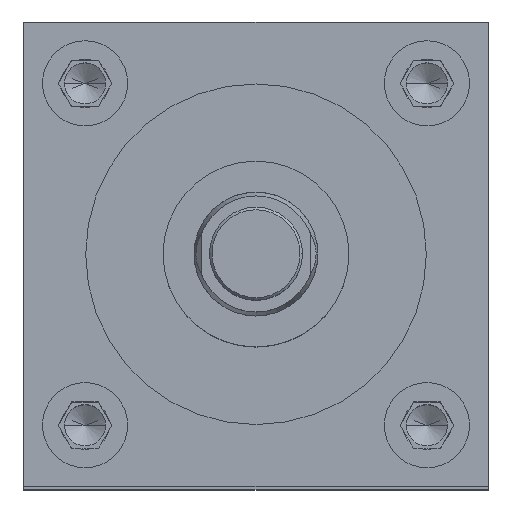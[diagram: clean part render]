
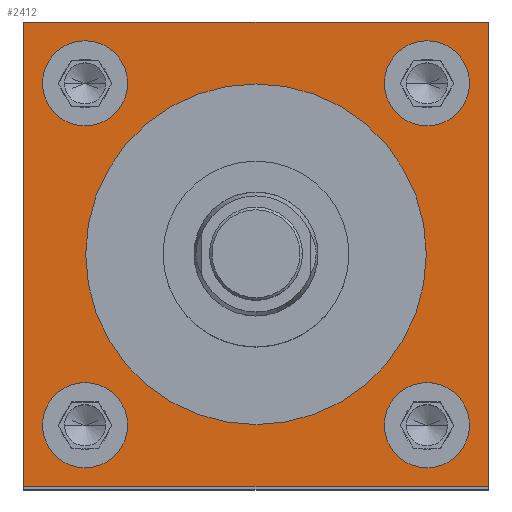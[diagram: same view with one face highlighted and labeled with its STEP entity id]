
A CAD part, top view. The second image highlights one B-rep face of the part: STEP entity #2412.
In plain terms, the highlighted planar face has unit normal (0, 0, 1).
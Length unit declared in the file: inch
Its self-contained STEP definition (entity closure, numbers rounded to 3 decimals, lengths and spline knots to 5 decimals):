
#3 = DIRECTION ( 'NONE',  ( 0., 0., 1. ) ) ;
#35 = VERTEX_POINT ( 'NONE', #6633 ) ;
#109 = CARTESIAN_POINT ( 'NONE',  ( -1.875, 1.875, 16.25 ) ) ;
#161 = ORIENTED_EDGE ( 'NONE', *, *, #1757, .T. ) ;
#178 = DIRECTION ( 'NONE',  ( 1., 0., 0. ) ) ;
#246 = AXIS2_PLACEMENT_3D ( 'NONE', #6091, #3924, #2843 ) ;
#292 = VECTOR ( 'NONE', #2561, 39.37008 ) ;
#306 = CARTESIAN_POINT ( 'NONE',  ( -1.7235, -1.38, 16.25 ) ) ;
#350 = CIRCLE ( 'NONE', #4722, 0.3435 ) ;
#408 = CARTESIAN_POINT ( 'NONE',  ( -1.875, -1.875, 16.25 ) ) ;
#428 = CIRCLE ( 'NONE', #3548, 0.3435 ) ;
#493 = PLANE ( 'NONE',  #2318 ) ;
#554 = ORIENTED_EDGE ( 'NONE', *, *, #4199, .F. ) ;
#565 = CIRCLE ( 'NONE', #1723, 0.3435 ) ;
#590 = VERTEX_POINT ( 'NONE', #5119 ) ;
#628 = DIRECTION ( 'NONE',  ( 0., 1., 0. ) ) ;
#821 = DIRECTION ( 'NONE',  ( 0., 0., 1. ) ) ;
#955 = EDGE_CURVE ( 'NONE', #5238, #2071, #350, .T. ) ;
#963 = CARTESIAN_POINT ( 'NONE',  ( -1.38, 1.38, 16.25 ) ) ;
#966 = DIRECTION ( 'NONE',  ( -1., 0., 0. ) ) ;
#1087 = FACE_BOUND ( 'NONE', #5417, .T. ) ;
#1122 = VERTEX_POINT ( 'NONE', #6780 ) ;
#1143 = CARTESIAN_POINT ( 'NONE',  ( 1.38, 1.38, 16.25 ) ) ;
#1271 = VECTOR ( 'NONE', #5151, 39.37008 ) ;
#1403 = EDGE_CURVE ( 'NONE', #1928, #5947, #5302, .T. ) ;
#1490 = AXIS2_PLACEMENT_3D ( 'NONE', #1143, #4513, #2215 ) ;
#1614 = CIRCLE ( 'NONE', #5631, 0.3435 ) ;
#1641 = CARTESIAN_POINT ( 'NONE',  ( 1.7235, 1.38, 16.25 ) ) ;
#1643 = ORIENTED_EDGE ( 'NONE', *, *, #4467, .F. ) ;
#1646 = AXIS2_PLACEMENT_3D ( 'NONE', #4043, #4112, #2964 ) ;
#1701 = CARTESIAN_POINT ( 'NONE',  ( 1.7235, -1.38, 16.25 ) ) ;
#1723 = AXIS2_PLACEMENT_3D ( 'NONE', #6306, #821, #2039 ) ;
#1757 = EDGE_CURVE ( 'NONE', #1122, #2181, #5195, .T. ) ;
#1851 = DIRECTION ( 'NONE',  ( 0., 0., 1. ) ) ;
#1928 = VERTEX_POINT ( 'NONE', #2092 ) ;
#1979 = ORIENTED_EDGE ( 'NONE', *, *, #6459, .F. ) ;
#2039 = DIRECTION ( 'NONE',  ( 1., 0., 0. ) ) ;
#2042 = DIRECTION ( 'NONE',  ( 0., 0., -1. ) ) ;
#2061 = AXIS2_PLACEMENT_3D ( 'NONE', #2187, #3956, #3446 ) ;
#2071 = VERTEX_POINT ( 'NONE', #1701 ) ;
#2092 = CARTESIAN_POINT ( 'NONE',  ( -1.375, 0., 16.25 ) ) ;
#2118 = EDGE_LOOP ( 'NONE', ( #554, #2154 ) ) ;
#2154 = ORIENTED_EDGE ( 'NONE', *, *, #6552, .F. ) ;
#2181 = VERTEX_POINT ( 'NONE', #6747 ) ;
#2186 = DIRECTION ( 'NONE',  ( -1., 0., 0. ) ) ;
#2187 = CARTESIAN_POINT ( 'NONE',  ( 0., 0., 16.25 ) ) ;
#2215 = DIRECTION ( 'NONE',  ( 1., 0., 0. ) ) ;
#2318 = AXIS2_PLACEMENT_3D ( 'NONE', #5900, #2042, #966 ) ;
#2412 = ADVANCED_FACE ( 'NONE', ( #4309, #3126, #2587, #7059, #1087, #6983 ), #493, .F. ) ;
#2557 = VERTEX_POINT ( 'NONE', #6739 ) ;
#2561 = DIRECTION ( 'NONE',  ( 1., 0., 0. ) ) ;
#2570 = ORIENTED_EDGE ( 'NONE', *, *, #3428, .F. ) ;
#2587 = FACE_BOUND ( 'NONE', #3528, .T. ) ;
#2766 = AXIS2_PLACEMENT_3D ( 'NONE', #963, #2927, #178 ) ;
#2777 = CARTESIAN_POINT ( 'NONE',  ( -1.7235, 1.38, 16.25 ) ) ;
#2843 = DIRECTION ( 'NONE',  ( 1., 0., 0. ) ) ;
#2927 = DIRECTION ( 'NONE',  ( 0., 0., 1. ) ) ;
#2964 = DIRECTION ( 'NONE',  ( 1., 0., 0. ) ) ;
#3126 = FACE_BOUND ( 'NONE', #5092, .T. ) ;
#3217 = CIRCLE ( 'NONE', #6682, 0.3435 ) ;
#3289 = CARTESIAN_POINT ( 'NONE',  ( -1.38, -1.38, 16.25 ) ) ;
#3358 = DIRECTION ( 'NONE',  ( 1., 0., 0. ) ) ;
#3393 = CARTESIAN_POINT ( 'NONE',  ( 1.0365, -1.38, 16.25 ) ) ;
#3428 = EDGE_CURVE ( 'NONE', #5706, #4152, #428, .T. ) ;
#3446 = DIRECTION ( 'NONE',  ( 1., 0., 0. ) ) ;
#3450 = VECTOR ( 'NONE', #2186, 39.37008 ) ;
#3528 = EDGE_LOOP ( 'NONE', ( #2570, #6116 ) ) ;
#3548 = AXIS2_PLACEMENT_3D ( 'NONE', #3289, #3, #6617 ) ;
#3551 = EDGE_LOOP ( 'NONE', ( #4226, #6024 ) ) ;
#3675 = CIRCLE ( 'NONE', #2766, 0.3435 ) ;
#3817 = ORIENTED_EDGE ( 'NONE', *, *, #6390, .T. ) ;
#3820 = ORIENTED_EDGE ( 'NONE', *, *, #6655, .T. ) ;
#3924 = DIRECTION ( 'NONE',  ( 0., 0., 1. ) ) ;
#3950 = VERTEX_POINT ( 'NONE', #2777 ) ;
#3956 = DIRECTION ( 'NONE',  ( 0., 0., 1. ) ) ;
#4043 = CARTESIAN_POINT ( 'NONE',  ( -1.38, -1.38, 16.25 ) ) ;
#4112 = DIRECTION ( 'NONE',  ( 0., 0., 1. ) ) ;
#4152 = VERTEX_POINT ( 'NONE', #306 ) ;
#4199 = EDGE_CURVE ( 'NONE', #35, #3950, #565, .T. ) ;
#4226 = ORIENTED_EDGE ( 'NONE', *, *, #6691, .F. ) ;
#4290 = VECTOR ( 'NONE', #628, 39.37008 ) ;
#4309 = FACE_BOUND ( 'NONE', #3551, .T. ) ;
#4376 = DIRECTION ( 'NONE',  ( 0., 0., 1. ) ) ;
#4418 = LINE ( 'NONE', #5128, #4290 ) ;
#4435 = DIRECTION ( 'NONE',  ( 0., 0., 1. ) ) ;
#4447 = ORIENTED_EDGE ( 'NONE', *, *, #5915, .F. ) ;
#4467 = EDGE_CURVE ( 'NONE', #5947, #1928, #5168, .T. ) ;
#4513 = DIRECTION ( 'NONE',  ( 0., 0., 1. ) ) ;
#4587 = CIRCLE ( 'NONE', #1490, 0.3435 ) ;
#4722 = AXIS2_PLACEMENT_3D ( 'NONE', #6030, #4435, #3358 ) ;
#4741 = VERTEX_POINT ( 'NONE', #1641 ) ;
#4860 = EDGE_CURVE ( 'NONE', #4152, #5706, #5203, .T. ) ;
#4913 = CARTESIAN_POINT ( 'NONE',  ( 1.38, -1.38, 16.25 ) ) ;
#5092 = EDGE_LOOP ( 'NONE', ( #1979, #4447 ) ) ;
#5115 = CARTESIAN_POINT ( 'NONE',  ( 1.38, 1.38, 16.25 ) ) ;
#5119 = CARTESIAN_POINT ( 'NONE',  ( 1.875, 1.875, 16.25 ) ) ;
#5128 = CARTESIAN_POINT ( 'NONE',  ( 1.875, -1.875, 16.25 ) ) ;
#5151 = DIRECTION ( 'NONE',  ( 0., -1., 0. ) ) ;
#5168 = CIRCLE ( 'NONE', #2061, 1.375 ) ;
#5195 = LINE ( 'NONE', #5871, #292 ) ;
#5203 = CIRCLE ( 'NONE', #1646, 0.3435 ) ;
#5238 = VERTEX_POINT ( 'NONE', #3393 ) ;
#5302 = CIRCLE ( 'NONE', #246, 1.375 ) ;
#5320 = ORIENTED_EDGE ( 'NONE', *, *, #5527, .T. ) ;
#5417 = EDGE_LOOP ( 'NONE', ( #1643, #6779 ) ) ;
#5527 = EDGE_CURVE ( 'NONE', #2181, #590, #4418, .T. ) ;
#5631 = AXIS2_PLACEMENT_3D ( 'NONE', #4913, #4376, #6591 ) ;
#5706 = VERTEX_POINT ( 'NONE', #6294 ) ;
#5860 = DIRECTION ( 'NONE',  ( 1., 0., 0. ) ) ;
#5871 = CARTESIAN_POINT ( 'NONE',  ( -1.875, -1.875, 16.25 ) ) ;
#5900 = CARTESIAN_POINT ( 'NONE',  ( -1.875, 1.875, 16.25 ) ) ;
#5915 = EDGE_CURVE ( 'NONE', #2557, #4741, #4587, .T. ) ;
#5935 = CARTESIAN_POINT ( 'NONE',  ( -1.875, 1.875, 16.25 ) ) ;
#5947 = VERTEX_POINT ( 'NONE', #6215 ) ;
#6009 = EDGE_LOOP ( 'NONE', ( #3817, #161, #5320, #3820 ) ) ;
#6024 = ORIENTED_EDGE ( 'NONE', *, *, #955, .F. ) ;
#6030 = CARTESIAN_POINT ( 'NONE',  ( 1.38, -1.38, 16.25 ) ) ;
#6091 = CARTESIAN_POINT ( 'NONE',  ( 0., 0., 16.25 ) ) ;
#6116 = ORIENTED_EDGE ( 'NONE', *, *, #4860, .F. ) ;
#6215 = CARTESIAN_POINT ( 'NONE',  ( 1.375, 0., 16.25 ) ) ;
#6294 = CARTESIAN_POINT ( 'NONE',  ( -1.0365, -1.38, 16.25 ) ) ;
#6306 = CARTESIAN_POINT ( 'NONE',  ( -1.38, 1.38, 16.25 ) ) ;
#6376 = VERTEX_POINT ( 'NONE', #109 ) ;
#6390 = EDGE_CURVE ( 'NONE', #6376, #1122, #6821, .T. ) ;
#6459 = EDGE_CURVE ( 'NONE', #4741, #2557, #3217, .T. ) ;
#6552 = EDGE_CURVE ( 'NONE', #3950, #35, #3675, .T. ) ;
#6591 = DIRECTION ( 'NONE',  ( 1., 0., 0. ) ) ;
#6617 = DIRECTION ( 'NONE',  ( 1., 0., 0. ) ) ;
#6633 = CARTESIAN_POINT ( 'NONE',  ( -1.0365, 1.38, 16.25 ) ) ;
#6655 = EDGE_CURVE ( 'NONE', #590, #6376, #7090, .T. ) ;
#6682 = AXIS2_PLACEMENT_3D ( 'NONE', #5115, #1851, #5860 ) ;
#6691 = EDGE_CURVE ( 'NONE', #2071, #5238, #1614, .T. ) ;
#6739 = CARTESIAN_POINT ( 'NONE',  ( 1.0365, 1.38, 16.25 ) ) ;
#6747 = CARTESIAN_POINT ( 'NONE',  ( 1.875, -1.875, 16.25 ) ) ;
#6779 = ORIENTED_EDGE ( 'NONE', *, *, #1403, .F. ) ;
#6780 = CARTESIAN_POINT ( 'NONE',  ( -1.875, -1.875, 16.25 ) ) ;
#6821 = LINE ( 'NONE', #408, #1271 ) ;
#6983 = FACE_OUTER_BOUND ( 'NONE', #6009, .T. ) ;
#7059 = FACE_BOUND ( 'NONE', #2118, .T. ) ;
#7090 = LINE ( 'NONE', #5935, #3450 ) ;
